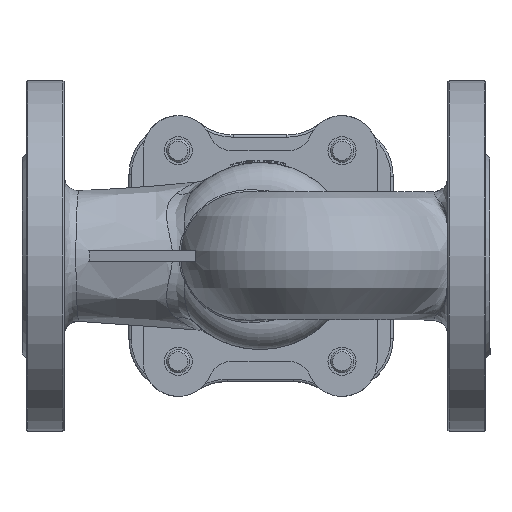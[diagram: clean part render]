
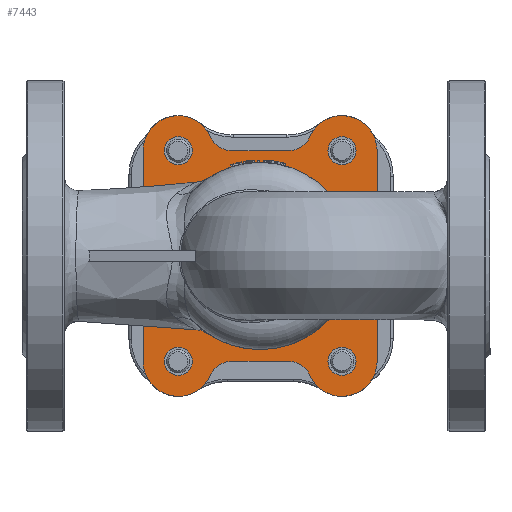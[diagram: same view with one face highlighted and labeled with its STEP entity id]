
A CAD part, front view. The second image highlights one B-rep face of the part: STEP entity #7443.
In plain terms, the highlighted planar face has unit normal (0, -1, 0).
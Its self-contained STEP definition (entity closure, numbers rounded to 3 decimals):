
#436=FACE_BOUND('',#2367,.T.);
#437=FACE_BOUND('',#2368,.T.);
#438=FACE_BOUND('',#2369,.T.);
#439=FACE_BOUND('',#2370,.T.);
#440=FACE_BOUND('',#2371,.T.);
#566=PLANE('',#8366);
#815=LINE('',#14304,#1207);
#823=LINE('',#14333,#1215);
#920=LINE('',#18208,#1312);
#921=LINE('',#18211,#1313);
#1207=VECTOR('',#9765,10.);
#1215=VECTOR('',#9793,10.);
#1312=VECTOR('',#10182,10.);
#1313=VECTOR('',#10185,10.);
#1857=FACE_OUTER_BOUND('',#2366,.T.);
#2366=EDGE_LOOP('',(#6249,#6250,#6251,#6252,#6253,#6254,#6255,#6256,#6257,
#6258,#6259,#6260));
#2367=EDGE_LOOP('',(#6261));
#2368=EDGE_LOOP('',(#6262));
#2369=EDGE_LOOP('',(#6263));
#2370=EDGE_LOOP('',(#6264));
#2371=EDGE_LOOP('',(#6265));
#2769=CIRCLE('',#8203,10.);
#2771=CIRCLE('',#8206,15.);
#2773=CIRCLE('',#8209,10.);
#2775=CIRCLE('',#8213,10.);
#2777=CIRCLE('',#8216,15.);
#2779=CIRCLE('',#8219,10.);
#2818=CIRCLE('',#8310,40.);
#2857=CIRCLE('',#8367,15.);
#2858=CIRCLE('',#8368,15.);
#2859=CIRCLE('',#8369,6.);
#2860=CIRCLE('',#8370,6.);
#2861=CIRCLE('',#8371,6.);
#2862=CIRCLE('',#8372,6.);
#3271=VERTEX_POINT('',#14277);
#3272=VERTEX_POINT('',#14278);
#3275=VERTEX_POINT('',#14286);
#3277=VERTEX_POINT('',#14292);
#3278=VERTEX_POINT('',#14293);
#3282=VERTEX_POINT('',#14306);
#3283=VERTEX_POINT('',#14307);
#3286=VERTEX_POINT('',#14315);
#3288=VERTEX_POINT('',#14321);
#3289=VERTEX_POINT('',#14322);
#3416=VERTEX_POINT('',#15450);
#3481=VERTEX_POINT('',#18206);
#3482=VERTEX_POINT('',#18209);
#3483=VERTEX_POINT('',#18212);
#3484=VERTEX_POINT('',#18214);
#3485=VERTEX_POINT('',#18216);
#3486=VERTEX_POINT('',#18218);
#4122=EDGE_CURVE('',#3271,#3272,#2769,.T.);
#4126=EDGE_CURVE('',#3272,#3275,#2771,.T.);
#4129=EDGE_CURVE('',#3277,#3278,#2773,.T.);
#4135=EDGE_CURVE('',#3278,#3271,#815,.T.);
#4136=EDGE_CURVE('',#3282,#3283,#2775,.T.);
#4140=EDGE_CURVE('',#3283,#3286,#2777,.T.);
#4143=EDGE_CURVE('',#3288,#3289,#2779,.T.);
#4149=EDGE_CURVE('',#3289,#3282,#823,.T.);
#4333=EDGE_CURVE('',#3416,#3416,#2818,.T.);
#4429=EDGE_CURVE('',#3481,#3277,#2857,.T.);
#4430=EDGE_CURVE('',#3286,#3481,#920,.T.);
#4431=EDGE_CURVE('',#3482,#3288,#2858,.T.);
#4432=EDGE_CURVE('',#3275,#3482,#921,.T.);
#4433=EDGE_CURVE('',#3483,#3483,#2859,.T.);
#4434=EDGE_CURVE('',#3484,#3484,#2860,.T.);
#4435=EDGE_CURVE('',#3485,#3485,#2861,.T.);
#4436=EDGE_CURVE('',#3486,#3486,#2862,.T.);
#6249=ORIENTED_EDGE('',*,*,#4122,.F.);
#6250=ORIENTED_EDGE('',*,*,#4135,.F.);
#6251=ORIENTED_EDGE('',*,*,#4129,.F.);
#6252=ORIENTED_EDGE('',*,*,#4429,.F.);
#6253=ORIENTED_EDGE('',*,*,#4430,.F.);
#6254=ORIENTED_EDGE('',*,*,#4140,.F.);
#6255=ORIENTED_EDGE('',*,*,#4136,.F.);
#6256=ORIENTED_EDGE('',*,*,#4149,.F.);
#6257=ORIENTED_EDGE('',*,*,#4143,.F.);
#6258=ORIENTED_EDGE('',*,*,#4431,.F.);
#6259=ORIENTED_EDGE('',*,*,#4432,.F.);
#6260=ORIENTED_EDGE('',*,*,#4126,.F.);
#6261=ORIENTED_EDGE('',*,*,#4433,.F.);
#6262=ORIENTED_EDGE('',*,*,#4434,.F.);
#6263=ORIENTED_EDGE('',*,*,#4435,.F.);
#6264=ORIENTED_EDGE('',*,*,#4436,.F.);
#6265=ORIENTED_EDGE('',*,*,#4333,.T.);
#7443=ADVANCED_FACE('',(#1857,#436,#437,#438,#439,#440),#566,.F.);
#8203=AXIS2_PLACEMENT_3D('',#14279,#9740,#9741);
#8206=AXIS2_PLACEMENT_3D('',#14287,#9748,#9749);
#8209=AXIS2_PLACEMENT_3D('',#14294,#9755,#9756);
#8213=AXIS2_PLACEMENT_3D('',#14308,#9768,#9769);
#8216=AXIS2_PLACEMENT_3D('',#14316,#9776,#9777);
#8219=AXIS2_PLACEMENT_3D('',#14323,#9783,#9784);
#8310=AXIS2_PLACEMENT_3D('',#15452,#10061,#10062);
#8366=AXIS2_PLACEMENT_3D('',#18205,#10178,#10179);
#8367=AXIS2_PLACEMENT_3D('',#18207,#10180,#10181);
#8368=AXIS2_PLACEMENT_3D('',#18210,#10183,#10184);
#8369=AXIS2_PLACEMENT_3D('',#18213,#10186,#10187);
#8370=AXIS2_PLACEMENT_3D('',#18215,#10188,#10189);
#8371=AXIS2_PLACEMENT_3D('',#18217,#10190,#10191);
#8372=AXIS2_PLACEMENT_3D('',#18219,#10192,#10193);
#9740=DIRECTION('center_axis',(0.,-1.,0.));
#9741=DIRECTION('ref_axis',(0.548,0.,-0.837));
#9748=DIRECTION('center_axis',(0.,1.,0.));
#9749=DIRECTION('ref_axis',(1.,0.,0.));
#9755=DIRECTION('center_axis',(0.,-1.,0.));
#9756=DIRECTION('ref_axis',(-0.548,0.,-0.837));
#9765=DIRECTION('',(1.,0.,0.));
#9768=DIRECTION('center_axis',(0.,-1.,0.));
#9769=DIRECTION('ref_axis',(-0.548,0.,0.837));
#9776=DIRECTION('center_axis',(0.,1.,0.));
#9777=DIRECTION('ref_axis',(1.,0.,0.));
#9783=DIRECTION('center_axis',(0.,-1.,0.));
#9784=DIRECTION('ref_axis',(0.548,0.,0.837));
#9793=DIRECTION('',(-1.,0.,0.));
#10061=DIRECTION('center_axis',(0.,1.,0.));
#10062=DIRECTION('ref_axis',(0.,0.,1.));
#10178=DIRECTION('center_axis',(0.,1.,0.));
#10179=DIRECTION('ref_axis',(0.,0.,1.));
#10180=DIRECTION('center_axis',(0.,1.,0.));
#10181=DIRECTION('ref_axis',(1.,0.,0.));
#10182=DIRECTION('',(0.,0.,1.));
#10183=DIRECTION('center_axis',(0.,1.,0.));
#10184=DIRECTION('ref_axis',(1.,0.,0.));
#10185=DIRECTION('',(0.,0.,-1.));
#10186=DIRECTION('center_axis',(0.,-1.,0.));
#10187=DIRECTION('ref_axis',(-1.,0.,0.));
#10188=DIRECTION('center_axis',(0.,-1.,0.));
#10189=DIRECTION('ref_axis',(-1.,0.,0.));
#10190=DIRECTION('center_axis',(0.,-1.,0.));
#10191=DIRECTION('ref_axis',(-1.,0.,0.));
#10192=DIRECTION('center_axis',(0.,-1.,0.));
#10193=DIRECTION('ref_axis',(-1.,0.,0.));
#14277=CARTESIAN_POINT('',(113.845,55.5,45.));
#14278=CARTESIAN_POINT('',(123.011,55.5,51.));
#14279=CARTESIAN_POINT('Origin',(113.845,55.5,55.));
#14286=CARTESIAN_POINT('',(151.758,55.5,45.));
#14287=CARTESIAN_POINT('Origin',(136.758,55.5,45.));
#14292=CARTESIAN_POINT('',(80.506,55.5,51.));
#14293=CARTESIAN_POINT('',(89.671,55.5,45.));
#14294=CARTESIAN_POINT('Origin',(89.671,55.5,55.));
#14304=CARTESIAN_POINT('',(51.758,55.5,45.));
#14306=CARTESIAN_POINT('',(89.671,55.5,-45.));
#14307=CARTESIAN_POINT('',(80.506,55.5,-51.));
#14308=CARTESIAN_POINT('Origin',(89.671,55.5,-55.));
#14315=CARTESIAN_POINT('',(51.758,55.5,-45.));
#14316=CARTESIAN_POINT('Origin',(66.758,55.5,-45.));
#14321=CARTESIAN_POINT('',(123.011,55.5,-51.));
#14322=CARTESIAN_POINT('',(113.845,55.5,-45.));
#14323=CARTESIAN_POINT('Origin',(113.845,55.5,-55.));
#14333=CARTESIAN_POINT('',(151.758,55.5,-45.));
#15450=CARTESIAN_POINT('',(101.758,55.5,-40.));
#15452=CARTESIAN_POINT('Origin',(101.758,55.5,0.));
#18205=CARTESIAN_POINT('Origin',(101.758,55.5,0.));
#18206=CARTESIAN_POINT('',(51.758,55.5,45.));
#18207=CARTESIAN_POINT('Origin',(66.758,55.5,45.));
#18208=CARTESIAN_POINT('',(51.758,55.5,-45.));
#18209=CARTESIAN_POINT('',(151.758,55.5,-45.));
#18210=CARTESIAN_POINT('Origin',(136.758,55.5,-45.));
#18211=CARTESIAN_POINT('',(151.758,55.5,45.));
#18212=CARTESIAN_POINT('',(142.758,55.5,-45.));
#18213=CARTESIAN_POINT('Origin',(136.758,55.5,-45.));
#18214=CARTESIAN_POINT('',(72.758,55.5,-45.));
#18215=CARTESIAN_POINT('Origin',(66.758,55.5,-45.));
#18216=CARTESIAN_POINT('',(142.758,55.5,45.));
#18217=CARTESIAN_POINT('Origin',(136.758,55.5,45.));
#18218=CARTESIAN_POINT('',(72.758,55.5,45.));
#18219=CARTESIAN_POINT('Origin',(66.758,55.5,45.));
